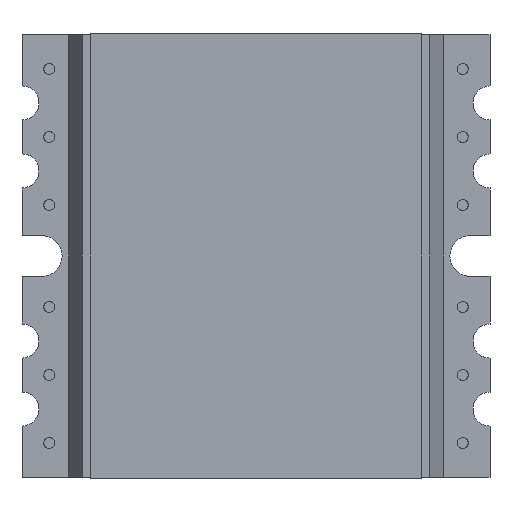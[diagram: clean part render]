
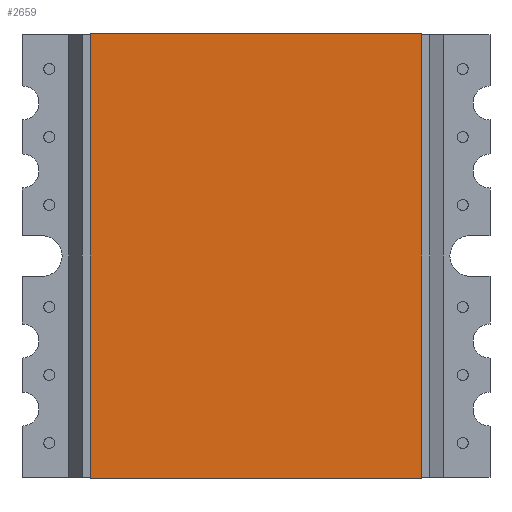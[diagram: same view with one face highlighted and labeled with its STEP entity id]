
A CAD part, front view. The second image highlights one B-rep face of the part: STEP entity #2659.
In plain terms, the highlighted free-form (B-spline) face has degree [1, 1] with [2, 2] control points.
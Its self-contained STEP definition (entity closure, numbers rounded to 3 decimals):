
#1094 = VERTEX_POINT('',#1095);
#1095 = CARTESIAN_POINT('',(-15.884,0.651,
    21.158));
#1149 = VERTEX_POINT('',#1150);
#1150 = CARTESIAN_POINT('',(15.884,0.651,
    21.158));
#1200 = VERTEX_POINT('',#1201);
#1201 = CARTESIAN_POINT('',(15.884,0.651,
    -21.158));
#1255 = VERTEX_POINT('',#1256);
#1256 = CARTESIAN_POINT('',(-15.884,0.651,
    -21.158));
#1350 = EDGE_CURVE('',#1351,#1094,#1353,.T.);
#1351 = VERTEX_POINT('',#1352);
#1352 = CARTESIAN_POINT('',(-15.884,0.651,
    21.288));
#1353 = B_SPLINE_CURVE_WITH_KNOTS('',1,(#1354,#1355),.UNSPECIFIED.,.F.,
  .F.,(2,2),(-0.,0.1),.PIECEWISE_BEZIER_KNOTS.);
#1354 = CARTESIAN_POINT('',(-15.884,0.651,
    21.288));
#1355 = CARTESIAN_POINT('',(-15.884,0.651,
    21.158));
#1372 = VERTEX_POINT('',#1373);
#1373 = CARTESIAN_POINT('',(-15.884,0.651,
    -21.288));
#1378 = EDGE_CURVE('',#1372,#1255,#1379,.T.);
#1379 = B_SPLINE_CURVE_WITH_KNOTS('',1,(#1380,#1381),.UNSPECIFIED.,.F.,
  .F.,(2,2),(0.,0.1),.PIECEWISE_BEZIER_KNOTS.);
#1380 = CARTESIAN_POINT('',(-15.884,0.651,
    -21.288));
#1381 = CARTESIAN_POINT('',(-15.884,0.651,
    -21.158));
#1546 = EDGE_CURVE('',#1547,#1200,#1549,.T.);
#1547 = VERTEX_POINT('',#1548);
#1548 = CARTESIAN_POINT('',(15.884,0.651,
    -21.288));
#1549 = B_SPLINE_CURVE_WITH_KNOTS('',1,(#1550,#1551),.UNSPECIFIED.,.F.,
  .F.,(2,2),(0.,0.1),.PIECEWISE_BEZIER_KNOTS.);
#1550 = CARTESIAN_POINT('',(15.884,0.651,
    -21.288));
#1551 = CARTESIAN_POINT('',(15.884,0.651,
    -21.158));
#1568 = VERTEX_POINT('',#1569);
#1569 = CARTESIAN_POINT('',(15.884,0.651,21.288
    ));
#1574 = EDGE_CURVE('',#1568,#1149,#1575,.T.);
#1575 = B_SPLINE_CURVE_WITH_KNOTS('',1,(#1576,#1577),.UNSPECIFIED.,.F.,
  .F.,(2,2),(-0.,0.1),.PIECEWISE_BEZIER_KNOTS.);
#1576 = CARTESIAN_POINT('',(15.884,0.651,21.288
    ));
#1577 = CARTESIAN_POINT('',(15.884,0.651,
    21.158));
#2650 = EDGE_CURVE('',#1255,#1094,#2651,.T.);
#2651 = B_SPLINE_CURVE_WITH_KNOTS('',1,(#2652,#2653),.UNSPECIFIED.,.F.,
  .F.,(2,2),(0.,32.5),.PIECEWISE_BEZIER_KNOTS.);
#2652 = CARTESIAN_POINT('',(-15.884,0.651,
    -21.158));
#2653 = CARTESIAN_POINT('',(-15.884,0.651,
    21.158));
#2659 = ADVANCED_FACE('',(#2660),#2682,.F.);
#2660 = FACE_BOUND('',#2661,.T.);
#2661 = EDGE_LOOP('',(#2662,#2667,#2668,#2673,#2674,#2675,#2676,#2681));
#2662 = ORIENTED_EDGE('',*,*,#2663,.T.);
#2663 = EDGE_CURVE('',#1200,#1149,#2664,.T.);
#2664 = B_SPLINE_CURVE_WITH_KNOTS('',1,(#2665,#2666),.UNSPECIFIED.,.F.,
  .F.,(2,2),(0.,32.5),.PIECEWISE_BEZIER_KNOTS.);
#2665 = CARTESIAN_POINT('',(15.884,0.651,
    -21.158));
#2666 = CARTESIAN_POINT('',(15.884,0.651,
    21.158));
#2667 = ORIENTED_EDGE('',*,*,#1574,.F.);
#2668 = ORIENTED_EDGE('',*,*,#2669,.F.);
#2669 = EDGE_CURVE('',#1351,#1568,#2670,.T.);
#2670 = B_SPLINE_CURVE_WITH_KNOTS('',1,(#2671,#2672),.UNSPECIFIED.,.F.,
  .F.,(2,2),(0.,24.4),.PIECEWISE_BEZIER_KNOTS.);
#2671 = CARTESIAN_POINT('',(-15.884,0.651,
    21.288));
#2672 = CARTESIAN_POINT('',(15.884,0.651,21.288
    ));
#2673 = ORIENTED_EDGE('',*,*,#1350,.T.);
#2674 = ORIENTED_EDGE('',*,*,#2650,.F.);
#2675 = ORIENTED_EDGE('',*,*,#1378,.F.);
#2676 = ORIENTED_EDGE('',*,*,#2677,.F.);
#2677 = EDGE_CURVE('',#1547,#1372,#2678,.T.);
#2678 = B_SPLINE_CURVE_WITH_KNOTS('',1,(#2679,#2680),.UNSPECIFIED.,.F.,
  .F.,(2,2),(0.,24.4),.PIECEWISE_BEZIER_KNOTS.);
#2679 = CARTESIAN_POINT('',(15.884,0.651,
    -21.288));
#2680 = CARTESIAN_POINT('',(-15.884,0.651,
    -21.288));
#2681 = ORIENTED_EDGE('',*,*,#1546,.T.);
#2682 = B_SPLINE_SURFACE_WITH_KNOTS('',1,1,(
    (#2683,#2684)
    ,(#2685,#2686
    )),.UNSPECIFIED.,.F.,.F.,.F.,(2,2),(2,2),(-0.1,32.6),(0.,24.4),
  .PIECEWISE_BEZIER_KNOTS.);
#2683 = CARTESIAN_POINT('',(-15.884,0.651,
    -21.288));
#2684 = CARTESIAN_POINT('',(15.884,0.651,
    -21.288));
#2685 = CARTESIAN_POINT('',(-15.884,0.651,
    21.288));
#2686 = CARTESIAN_POINT('',(15.884,0.651,21.288
    ));
